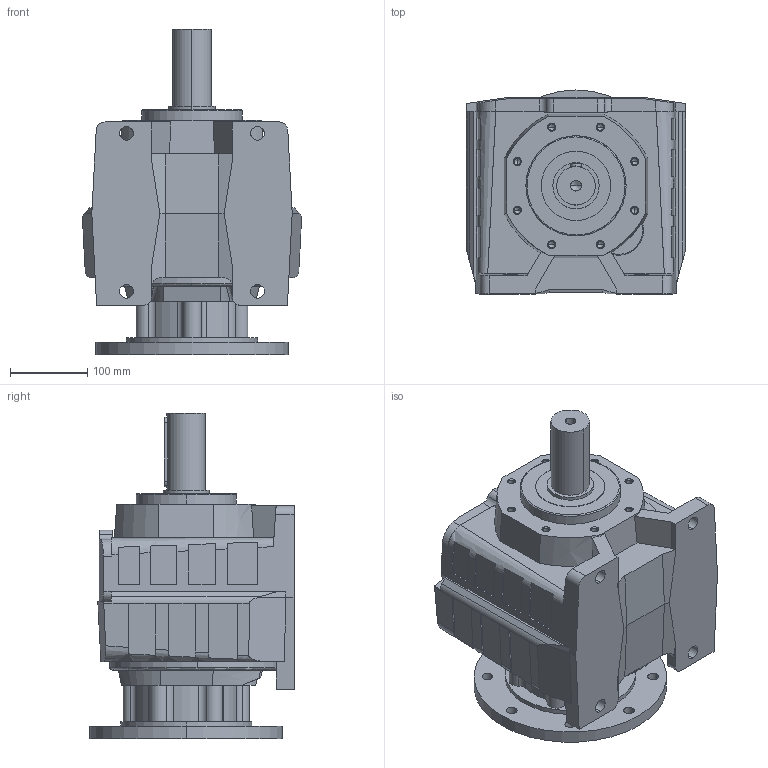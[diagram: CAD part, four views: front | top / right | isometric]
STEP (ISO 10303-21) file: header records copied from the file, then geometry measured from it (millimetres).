
FILE_DESCRIPTION (( 'STEP AP203' ), '1' );
FILE_NAME ('MRD-52 .STEP', '2021-06-01T09:20:51', ( '' ), ( '' ), 'SwSTEP 2.0', 'SolidWorks 2015', '' );
FILE_SCHEMA (( 'CONFIG_CONTROL_DESIGN' ));
Length unit declared in the file: millimetre
Products named in the file (2): MRD-52 
Bounding box: 284.22 x 265 x 422 mm (x, y, z)
Volume: 14651407.5 mm3; surface area: 597743.1 mm2
Topology: 1 solids, 9 shells, 505 faces, 1348 edges, 865 vertices
Faces by surface type: cylinder 228, plane 202, cone 59, bspline 16
Entity records: 17502 total; most frequent: CARTESIAN_POINT 4748, DIRECTION 2664, ORIENTED_EDGE 2636, EDGE_CURVE 1318, AXIS2_PLACEMENT_3D 990, VERTEX_POINT 865, LINE 684, VECTOR 684
